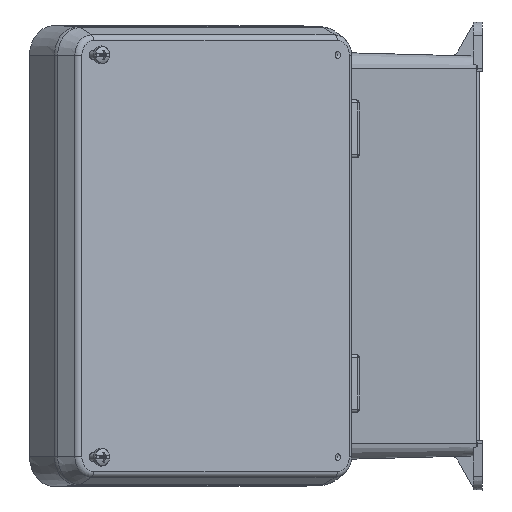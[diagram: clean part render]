
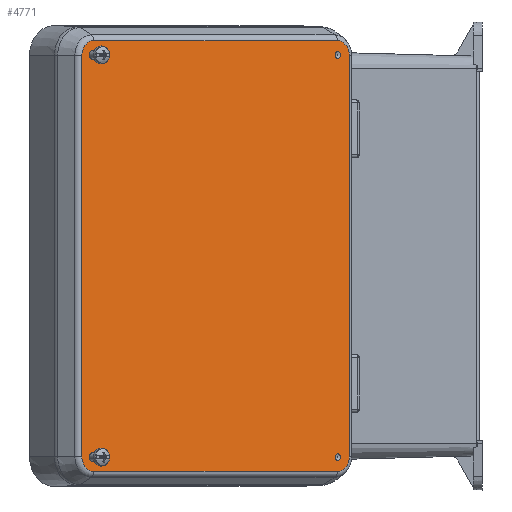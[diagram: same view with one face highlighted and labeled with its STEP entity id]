
A CAD part, left-side view. The second image highlights one B-rep face of the part: STEP entity #4771.
In plain terms, the highlighted face is planar.
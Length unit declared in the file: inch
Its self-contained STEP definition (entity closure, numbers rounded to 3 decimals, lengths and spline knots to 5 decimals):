
#101 = CARTESIAN_POINT ( 'NONE',  ( -3.0625, 1.378, -4.36411 ) ) ;
#254 = EDGE_CURVE ( 'NONE', #2908, #2092, #22309, .T. ) ;
#472 = AXIS2_PLACEMENT_3D ( 'NONE', #15904, #3933, #17870 ) ;
#619 = ORIENTED_EDGE ( 'NONE', *, *, #21406, .T. ) ;
#977 = CARTESIAN_POINT ( 'NONE',  ( -3.075, 1.378, -4.009 ) ) ;
#1043 = EDGE_LOOP ( 'NONE', ( #9404 ) ) ;
#1132 = CARTESIAN_POINT ( 'NONE',  ( 3.075, 1.378, -3.981 ) ) ;
#1143 = FACE_BOUND ( 'NONE', #14766, .T. ) ;
#1191 = CIRCLE ( 'NONE', #5521, 0.29661 ) ;
#1259 = DIRECTION ( 'NONE',  ( 0., 1., 0. ) ) ;
#1387 = VERTEX_POINT ( 'NONE', #19556 ) ;
#1572 = ORIENTED_EDGE ( 'NONE', *, *, #12515, .T. ) ;
#2041 = EDGE_CURVE ( 'NONE', #8011, #18351, #20620, .T. ) ;
#2092 = VERTEX_POINT ( 'NONE', #7197 ) ;
#2141 = CARTESIAN_POINT ( 'NONE',  ( -3.075, 1.378, 4.141 ) ) ;
#2310 = EDGE_CURVE ( 'NONE', #8966, #8966, #7508, .T. ) ;
#2550 = CARTESIAN_POINT ( 'NONE',  ( -3.0625, 1.378, -4.0675 ) ) ;
#2638 = VECTOR ( 'NONE', #5327, 39.37008 ) ;
#2692 = CIRCLE ( 'NONE', #8287, 0.29661 ) ;
#2762 = DIRECTION ( 'NONE',  ( 0., 0., -1. ) ) ;
#2908 = VERTEX_POINT ( 'NONE', #23430 ) ;
#2909 = AXIS2_PLACEMENT_3D ( 'NONE', #6879, #20811, #8895 ) ;
#3065 = VERTEX_POINT ( 'NONE', #2141 ) ;
#3259 = CIRCLE ( 'NONE', #472, 0.094 ) ;
#3340 = CARTESIAN_POINT ( 'NONE',  ( 3.0625, 1.378, 4.36411 ) ) ;
#3379 = EDGE_CURVE ( 'NONE', #10829, #1387, #1191, .T. ) ;
#3933 = DIRECTION ( 'NONE',  ( 0., 1., 0. ) ) ;
#4353 = EDGE_CURVE ( 'NONE', #22051, #22051, #17657, .T. ) ;
#4531 = DIRECTION ( 'NONE',  ( 0., 0., -1. ) ) ;
#4766 = ORIENTED_EDGE ( 'NONE', *, *, #16072, .T. ) ;
#4771 = ADVANCED_FACE ( 'NONE', ( #5876, #5923, #13944, #1143, #6041 ), #10788, .F. ) ;
#5014 = AXIS2_PLACEMENT_3D ( 'NONE', #2550, #16477, #4531 ) ;
#5327 = DIRECTION ( 'NONE',  ( 1., 0., 0. ) ) ;
#5521 = AXIS2_PLACEMENT_3D ( 'NONE', #21761, #9793, #23763 ) ;
#5876 = FACE_BOUND ( 'NONE', #8832, .T. ) ;
#5923 = FACE_BOUND ( 'NONE', #10790, .T. ) ;
#5932 = DIRECTION ( 'NONE',  ( -1., 0., 0. ) ) ;
#5943 = LINE ( 'NONE', #3340, #2638 ) ;
#6038 = CARTESIAN_POINT ( 'NONE',  ( 3.075, 1.378, 4.169 ) ) ;
#6041 = FACE_OUTER_BOUND ( 'NONE', #19380, .T. ) ;
#6105 = VERTEX_POINT ( 'NONE', #6038 ) ;
#6352 = LINE ( 'NONE', #9142, #6847 ) ;
#6656 = ORIENTED_EDGE ( 'NONE', *, *, #2041, .T. ) ;
#6733 = ORIENTED_EDGE ( 'NONE', *, *, #21950, .T. ) ;
#6847 = VECTOR ( 'NONE', #2762, 39.37008 ) ;
#6879 = CARTESIAN_POINT ( 'NONE',  ( 3.0625, 1.378, 4.0675 ) ) ;
#7197 = CARTESIAN_POINT ( 'NONE',  ( 3.0625, 1.378, -4.36411 ) ) ;
#7309 = DIRECTION ( 'NONE',  ( 0., 1., 0. ) ) ;
#7508 = CIRCLE ( 'NONE', #13866, 0.066 ) ;
#7685 = ORIENTED_EDGE ( 'NONE', *, *, #12919, .T. ) ;
#7922 = ORIENTED_EDGE ( 'NONE', *, *, #4353, .F. ) ;
#8011 = VERTEX_POINT ( 'NONE', #9088 ) ;
#8287 = AXIS2_PLACEMENT_3D ( 'NONE', #13153, #1259, #15154 ) ;
#8545 = AXIS2_PLACEMENT_3D ( 'NONE', #14389, #11537, #17151 ) ;
#8832 = EDGE_LOOP ( 'NONE', ( #7922 ) ) ;
#8895 = DIRECTION ( 'NONE',  ( 0., 0., -1. ) ) ;
#8966 = VERTEX_POINT ( 'NONE', #977 ) ;
#9088 = CARTESIAN_POINT ( 'NONE',  ( -3.35911, 1.378, -4.0675 ) ) ;
#9142 = CARTESIAN_POINT ( 'NONE',  ( 3.35911, 1.378, -4.0675 ) ) ;
#9404 = ORIENTED_EDGE ( 'NONE', *, *, #2310, .F. ) ;
#9588 = CARTESIAN_POINT ( 'NONE',  ( 3.075, 1.378, -4.075 ) ) ;
#9793 = DIRECTION ( 'NONE',  ( 0., 1., 0. ) ) ;
#10376 = DIRECTION ( 'NONE',  ( 0., 1., 0. ) ) ;
#10788 = PLANE ( 'NONE',  #2909 ) ;
#10790 = EDGE_LOOP ( 'NONE', ( #18290 ) ) ;
#10829 = VERTEX_POINT ( 'NONE', #18626 ) ;
#10931 = CARTESIAN_POINT ( 'NONE',  ( -3.35911, 1.378, 4.0675 ) ) ;
#11524 = CARTESIAN_POINT ( 'NONE',  ( -3.35911, 1.378, 4.0675 ) ) ;
#11537 = DIRECTION ( 'NONE',  ( 0., 1., 0. ) ) ;
#11584 = DIRECTION ( 'NONE',  ( 0., 0., 1. ) ) ;
#12515 = EDGE_CURVE ( 'NONE', #18957, #8011, #16491, .T. ) ;
#12919 = EDGE_CURVE ( 'NONE', #2092, #18957, #25049, .T. ) ;
#13153 = CARTESIAN_POINT ( 'NONE',  ( -3.0625, 1.378, 4.0675 ) ) ;
#13866 = AXIS2_PLACEMENT_3D ( 'NONE', #22359, #10376, #24376 ) ;
#13944 = FACE_BOUND ( 'NONE', #1043, .T. ) ;
#14389 = CARTESIAN_POINT ( 'NONE',  ( 3.0625, 1.378, -4.0675 ) ) ;
#14766 = EDGE_LOOP ( 'NONE', ( #19947 ) ) ;
#15032 = CARTESIAN_POINT ( 'NONE',  ( -3.0625, 1.378, 4.36411 ) ) ;
#15154 = DIRECTION ( 'NONE',  ( 0., 0., -1. ) ) ;
#15904 = CARTESIAN_POINT ( 'NONE',  ( 3.075, 1.378, 4.075 ) ) ;
#15984 = VECTOR ( 'NONE', #16901, 39.37008 ) ;
#16072 = EDGE_CURVE ( 'NONE', #18351, #16647, #2692, .T. ) ;
#16477 = DIRECTION ( 'NONE',  ( 0., 1., 0. ) ) ;
#16491 = CIRCLE ( 'NONE', #5014, 0.29661 ) ;
#16647 = VERTEX_POINT ( 'NONE', #15032 ) ;
#16789 = EDGE_CURVE ( 'NONE', #6105, #6105, #3259, .T. ) ;
#16901 = DIRECTION ( 'NONE',  ( 0., 0., 1. ) ) ;
#17151 = DIRECTION ( 'NONE',  ( 0., 0., -1. ) ) ;
#17657 = CIRCLE ( 'NONE', #17730, 0.094 ) ;
#17663 = EDGE_CURVE ( 'NONE', #3065, #3065, #20660, .T. ) ;
#17730 = AXIS2_PLACEMENT_3D ( 'NONE', #9588, #23538, #11584 ) ;
#17870 = DIRECTION ( 'NONE',  ( 0., 0., 1. ) ) ;
#18290 = ORIENTED_EDGE ( 'NONE', *, *, #16789, .F. ) ;
#18351 = VERTEX_POINT ( 'NONE', #11524 ) ;
#18626 = CARTESIAN_POINT ( 'NONE',  ( 3.0625, 1.378, 4.36411 ) ) ;
#18728 = ORIENTED_EDGE ( 'NONE', *, *, #254, .T. ) ;
#18957 = VERTEX_POINT ( 'NONE', #101 ) ;
#19201 = CARTESIAN_POINT ( 'NONE',  ( -3.075, 1.378, 4.075 ) ) ;
#19380 = EDGE_LOOP ( 'NONE', ( #619, #18728, #7685, #1572, #6656, #4766, #6733, #25790 ) ) ;
#19556 = CARTESIAN_POINT ( 'NONE',  ( 3.35911, 1.378, 4.0675 ) ) ;
#19645 = AXIS2_PLACEMENT_3D ( 'NONE', #19201, #7309, #21231 ) ;
#19869 = CARTESIAN_POINT ( 'NONE',  ( -3.0625, 1.378, -4.36411 ) ) ;
#19947 = ORIENTED_EDGE ( 'NONE', *, *, #17663, .F. ) ;
#20620 = LINE ( 'NONE', #10931, #15984 ) ;
#20660 = CIRCLE ( 'NONE', #19645, 0.066 ) ;
#20811 = DIRECTION ( 'NONE',  ( 0., -1., 0. ) ) ;
#21231 = DIRECTION ( 'NONE',  ( 0., 0., 1. ) ) ;
#21406 = EDGE_CURVE ( 'NONE', #1387, #2908, #6352, .T. ) ;
#21761 = CARTESIAN_POINT ( 'NONE',  ( 3.0625, 1.378, 4.0675 ) ) ;
#21950 = EDGE_CURVE ( 'NONE', #16647, #10829, #5943, .T. ) ;
#22051 = VERTEX_POINT ( 'NONE', #1132 ) ;
#22309 = CIRCLE ( 'NONE', #8545, 0.29661 ) ;
#22359 = CARTESIAN_POINT ( 'NONE',  ( -3.075, 1.378, -4.075 ) ) ;
#23430 = CARTESIAN_POINT ( 'NONE',  ( 3.35911, 1.378, -4.0675 ) ) ;
#23538 = DIRECTION ( 'NONE',  ( 0., 1., 0. ) ) ;
#23763 = DIRECTION ( 'NONE',  ( 0., 0., -1. ) ) ;
#24376 = DIRECTION ( 'NONE',  ( 0., 0., 1. ) ) ;
#25049 = LINE ( 'NONE', #19869, #25073 ) ;
#25073 = VECTOR ( 'NONE', #5932, 39.37008 ) ;
#25790 = ORIENTED_EDGE ( 'NONE', *, *, #3379, .T. ) ;
